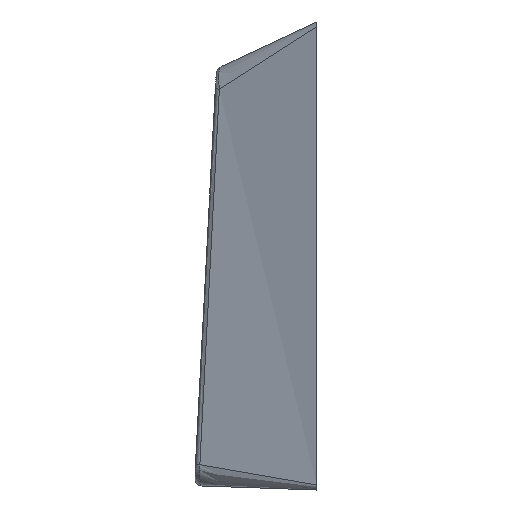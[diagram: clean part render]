
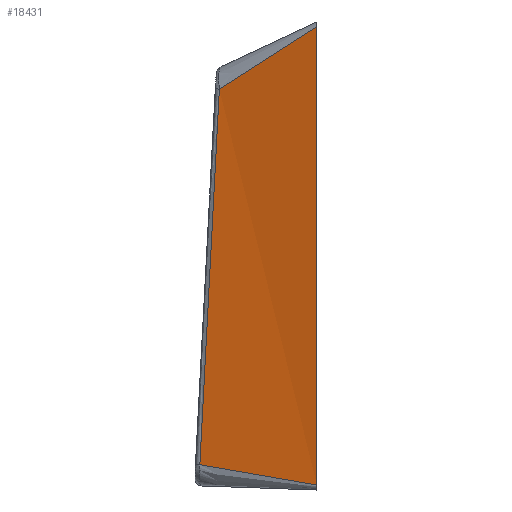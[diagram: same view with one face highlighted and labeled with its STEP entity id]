
A CAD part, left-side view. The second image highlights one B-rep face of the part: STEP entity #18431.
In plain terms, the highlighted free-form (B-spline) face has degree [3, 1] with [6, 2] control points.
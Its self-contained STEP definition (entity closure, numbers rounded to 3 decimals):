
#962 = LINE ( 'NONE', #17289, #18934 ) ;
#1097 = CARTESIAN_POINT ( 'NONE',  ( -27.621, 1.553, -17.913 ) ) ;
#1731 = CARTESIAN_POINT ( 'NONE',  ( -25.227, 7.749, 13.251 ) ) ;
#2520 = CARTESIAN_POINT ( 'NONE',  ( -28.087, 0.035, 18.171 ) ) ;
#2557 = CARTESIAN_POINT ( 'NONE',  ( -26.604, 4.835, -17.342 ) ) ;
#2609 = CARTESIAN_POINT ( 'NONE',  ( -28.025, 0.201, 18.065 ) ) ;
#2766 = CARTESIAN_POINT ( 'NONE',  ( -26.1, 6.5, -18.348 ) ) ;
#3105 = EDGE_CURVE ( 'NONE', #8052, #7969, #3637, .T. ) ;
#3637 = B_SPLINE_CURVE_WITH_KNOTS ( 'NONE', 3,
 ( #15095, #4487, #14998, #8968, #16647, #10621, #10421, #7605, #14903, #17915 ),
 .UNSPECIFIED., .F., .F.,
 ( 4, 3, 3, 4 ),
 ( 0., 0.01, 0.02, 0.03 ),
 .UNSPECIFIED. ) ;
#4150 = DIRECTION ( 'NONE',  ( 0., 0., 1. ) ) ;
#4202 = CARTESIAN_POINT ( 'NONE',  ( -27.1, 3.25, -18.462 ) ) ;
#4344 = CARTESIAN_POINT ( 'NONE',  ( -27.859, 0.644, 17.781 ) ) ;
#4487 = CARTESIAN_POINT ( 'NONE',  ( -25.226, 7.925, 9.853 ) ) ;
#4541 = CARTESIAN_POINT ( 'NONE',  ( -25.812, 6.159, 14.259 ) ) ;
#4735 = CARTESIAN_POINT ( 'NONE',  ( -27.319, 2.093, 16.852 ) ) ;
#5369 = EDGE_LOOP ( 'NONE', ( #16382, #18745, #10398, #13833 ) ) ;
#5519 = CARTESIAN_POINT ( 'NONE',  ( -28.07, 0.08, 18.142 ) ) ;
#5558 = CARTESIAN_POINT ( 'NONE',  ( -26.634, 4.739, -17.359 ) ) ;
#5907 = CARTESIAN_POINT ( 'NONE',  ( -27.949, 0.403, 17.936 ) ) ;
#6003 = CARTESIAN_POINT ( 'NONE',  ( -26.539, 4.193, 15.511 ) ) ;
#6206 = CARTESIAN_POINT ( 'NONE',  ( -27.136, 2.583, 16.539 ) ) ;
#6621 = CARTESIAN_POINT ( 'NONE',  ( -25.227, 7.749, 13.251 ) ) ;
#6831 = CARTESIAN_POINT ( 'NONE',  ( -27.128, 3.149, -17.636 ) ) ;
#6980 = CARTESIAN_POINT ( 'NONE',  ( -28.079, 0.055, 18.158 ) ) ;
#7081 = CARTESIAN_POINT ( 'NONE',  ( -27.98, 0.322, 17.987 ) ) ;
#7215 = CARTESIAN_POINT ( 'NONE',  ( -25.449, 8.544, -16.692 ) ) ;
#7232 = FACE_OUTER_BOUND ( 'NONE', #5369, .T. ) ;
#7276 = CARTESIAN_POINT ( 'NONE',  ( -26.629, 3.948, 15.667 ) ) ;
#7464 = CARTESIAN_POINT ( 'NONE',  ( -27.799, 0.806, 17.677 ) ) ;
#7605 = CARTESIAN_POINT ( 'NONE',  ( -25.217, 8.955, -10.021 ) ) ;
#7655 = CARTESIAN_POINT ( 'NONE',  ( -26.6, 4.027, 15.617 ) ) ;
#7806 = CARTESIAN_POINT ( 'NONE',  ( -25.1, 9.75, -18.235 ) ) ;
#7878 = VERTEX_POINT ( 'NONE', #16446 ) ;
#7969 = VERTEX_POINT ( 'NONE', #10802 ) ;
#8052 = VERTEX_POINT ( 'NONE', #6621 ) ;
#8444 = CARTESIAN_POINT ( 'NONE',  ( -28.1, 0., 18.194 ) ) ;
#8701 = EDGE_CURVE ( 'NONE', #7969, #12763, #10853, .T. ) ;
#8920 = CARTESIAN_POINT ( 'NONE',  ( -26.956, 3.068, 16.228 ) ) ;
#8968 = CARTESIAN_POINT ( 'NONE',  ( -25.222, 8.276, 3.058 ) ) ;
#9016 = CARTESIAN_POINT ( 'NONE',  ( -25.459, 7.118, 13.65 ) ) ;
#9210 = CARTESIAN_POINT ( 'NONE',  ( -27.498, 1.612, 17.16 ) ) ;
#9933 = CARTESIAN_POINT ( 'NONE',  ( -26.449, 5.335, -17.255 ) ) ;
#9992 = CARTESIAN_POINT ( 'NONE',  ( -28.04, 0.161, 18.091 ) ) ;
#10139 = CARTESIAN_POINT ( 'NONE',  ( -27.1, 2.667, 17.332 ) ) ;
#10180 = CARTESIAN_POINT ( 'NONE',  ( -28.1, 0., 18.194 ) ) ;
#10398 = ORIENTED_EDGE ( 'NONE', *, *, #8701, .T. ) ;
#10421 = CARTESIAN_POINT ( 'NONE',  ( -25.218, 8.785, -6.751 ) ) ;
#10621 = CARTESIAN_POINT ( 'NONE',  ( -25.219, 8.615, -3.481 ) ) ;
#10664 = B_SPLINE_SURFACE_WITH_KNOTS ( 'NONE', 3, 1, ( 
 ( #13060, #18999 ),
 ( #11601, #17536 ),
 ( #4202, #10139 ),
 ( #2766, #14622 ),
 ( #15104, #18404 ),
 ( #7806, #12378 ) ),
 .UNSPECIFIED., .F., .F., .F.,
 ( 4, 2, 4 ),
 ( 2, 2 ),
 ( 0., 0.5, 1. ),
 ( 0., 1. ),
 .UNSPECIFIED. ) ;
#10670 = CARTESIAN_POINT ( 'NONE',  ( -26.447, 4.441, 15.353 ) ) ;
#10802 = CARTESIAN_POINT ( 'NONE',  ( -25.214, 9.295, -16.559 ) ) ;
#10853 = B_SPLINE_CURVE_WITH_KNOTS ( 'NONE', 3,
 ( #14508, #7215, #12945, #15875, #9933, #18983, #13042, #2557, #5558, #6831, #1097, #15782 ),
 .UNSPECIFIED., .F., .F.,
 ( 4, 1, 1, 1, 2, 2, 1, 4 ),
 ( 0.039, 0.279, 0.399, 0.459, 0.489, 0.504, 0.519, 1. ),
 .UNSPECIFIED. ) ;
#11267 = CARTESIAN_POINT ( 'NONE',  ( -28.087, 0.034, 18.172 ) ) ;
#11357 = CARTESIAN_POINT ( 'NONE',  ( -28.082, 0.048, 18.163 ) ) ;
#11601 = CARTESIAN_POINT ( 'NONE',  ( -27.6, 1.625, -18.518 ) ) ;
#11738 = CARTESIAN_POINT ( 'NONE',  ( -27.257, 2.258, 16.747 ) ) ;
#11833 = CARTESIAN_POINT ( 'NONE',  ( -27.438, 1.773, 17.057 ) ) ;
#11928 = CARTESIAN_POINT ( 'NONE',  ( -26.777, 3.55, 15.921 ) ) ;
#12378 = CARTESIAN_POINT ( 'NONE',  ( -25.1, 8., 14.845 ) ) ;
#12763 = VERTEX_POINT ( 'NONE', #18291 ) ;
#12945 = CARTESIAN_POINT ( 'NONE',  ( -25.806, 7.399, -16.894 ) ) ;
#13042 = CARTESIAN_POINT ( 'NONE',  ( -26.588, 4.886, -17.333 ) ) ;
#13060 = CARTESIAN_POINT ( 'NONE',  ( -28.1, 0., -18.575 ) ) ;
#13316 = B_SPLINE_CURVE_WITH_KNOTS ( 'NONE', 3,
 ( #8444, #10180, #16121, #11267, #2520, #14467, #11357, #6980, #5519, #17389, #9992, #2609, #7081, #5907, #4344, #7464, #17681, #17972, #9210, #11833, #4735, #11738, #6206, #8920, #11928, #7276, #7655, #6003, #10670, #16602, #4541, #9016, #1731 ),
 .UNSPECIFIED., .F., .F.,
 ( 4, 2, 2, 1, 2, 2, 2, 2, 2, 2, 2, 2, 1, 2, 2, 1, 1, 1, 4 ),
 ( 0., 0.004, 0.005, 0.006, 0.007, 0.015, 0.03, 0.06, 0.12, 0.179, 0.239, 0.299, 0.359, 0.478, 0.508, 0.538, 0.598, 0.717, 0.956 ),
 .UNSPECIFIED. ) ;
#13383 = EDGE_CURVE ( 'NONE', #12763, #7878, #962, .T. ) ;
#13833 = ORIENTED_EDGE ( 'NONE', *, *, #13383, .T. ) ;
#14467 = CARTESIAN_POINT ( 'NONE',  ( -28.085, 0.04, 18.168 ) ) ;
#14508 = CARTESIAN_POINT ( 'NONE',  ( -25.214, 9.295, -16.559 ) ) ;
#14509 = EDGE_CURVE ( 'NONE', #7878, #8052, #13316, .T. ) ;
#14622 = CARTESIAN_POINT ( 'NONE',  ( -26.1, 5.333, 16.088 ) ) ;
#14903 = CARTESIAN_POINT ( 'NONE',  ( -25.215, 9.125, -13.29 ) ) ;
#14998 = CARTESIAN_POINT ( 'NONE',  ( -25.224, 8.1, 6.455 ) ) ;
#15095 = CARTESIAN_POINT ( 'NONE',  ( -25.227, 7.749, 13.251 ) ) ;
#15104 = CARTESIAN_POINT ( 'NONE',  ( -25.6, 8.125, -18.291 ) ) ;
#15782 = CARTESIAN_POINT ( 'NONE',  ( -28.1, 0., -18.179 ) ) ;
#15875 = CARTESIAN_POINT ( 'NONE',  ( -26.233, 6.029, -17.134 ) ) ;
#16121 = CARTESIAN_POINT ( 'NONE',  ( -28.096, 0.01, 18.188 ) ) ;
#16382 = ORIENTED_EDGE ( 'NONE', *, *, #14509, .T. ) ;
#16446 = CARTESIAN_POINT ( 'NONE',  ( -28.1, 0., 18.194 ) ) ;
#16602 = CARTESIAN_POINT ( 'NONE',  ( -26.233, 5.017, 14.985 ) ) ;
#16647 = CARTESIAN_POINT ( 'NONE',  ( -25.221, 8.446, -0.212 ) ) ;
#17289 = CARTESIAN_POINT ( 'NONE',  ( -28.1, 0., 18.575 ) ) ;
#17389 = CARTESIAN_POINT ( 'NONE',  ( -28.062, 0.101, 18.129 ) ) ;
#17536 = CARTESIAN_POINT ( 'NONE',  ( -27.6, 1.333, 17.953 ) ) ;
#17681 = CARTESIAN_POINT ( 'NONE',  ( -27.679, 1.127, 17.471 ) ) ;
#17915 = CARTESIAN_POINT ( 'NONE',  ( -25.214, 9.295, -16.559 ) ) ;
#17972 = CARTESIAN_POINT ( 'NONE',  ( -27.618, 1.29, 17.367 ) ) ;
#18291 = CARTESIAN_POINT ( 'NONE',  ( -28.1, 0., -18.179 ) ) ;
#18404 = CARTESIAN_POINT ( 'NONE',  ( -25.6, 6.667, 15.466 ) ) ;
#18431 = ADVANCED_FACE ( 'NONE', ( #7232 ), #10664, .F. ) ;
#18745 = ORIENTED_EDGE ( 'NONE', *, *, #3105, .T. ) ;
#18934 = VECTOR ( 'NONE', #4150, 1000. ) ;
#18983 = CARTESIAN_POINT ( 'NONE',  ( -26.542, 5.036, -17.307 ) ) ;
#18999 = CARTESIAN_POINT ( 'NONE',  ( -28.1, 0., 18.575 ) ) ;
